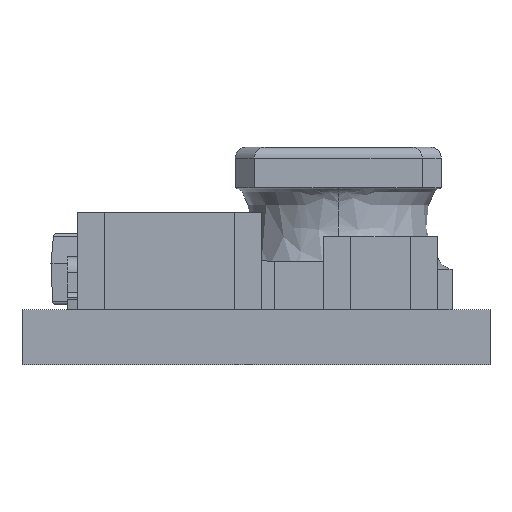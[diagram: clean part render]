
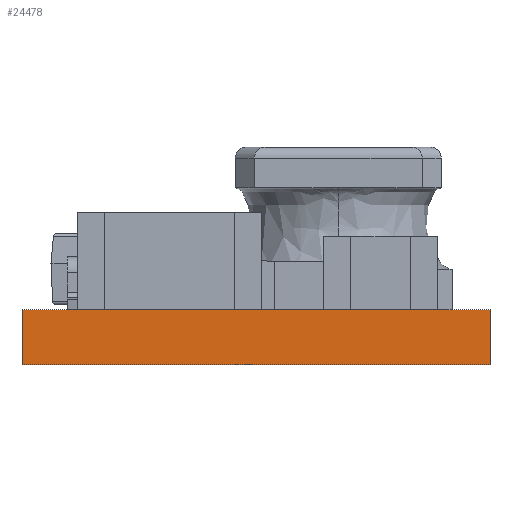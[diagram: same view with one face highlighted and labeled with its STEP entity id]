
A CAD part, front view. The second image highlights one B-rep face of the part: STEP entity #24478.
In plain terms, the highlighted planar face has unit normal (0, -1, 0).
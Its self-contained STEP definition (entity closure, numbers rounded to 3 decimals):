
#596 = VECTOR ( 'NONE', #30511, 1000. ) ;
#5201 = PLANE ( 'NONE',  #10359 ) ;
#5545 = FACE_OUTER_BOUND ( 'NONE', #11724, .T. ) ;
#5738 = DIRECTION ( 'NONE',  ( 0., 0., -1. ) ) ;
#6202 = DIRECTION ( 'NONE',  ( 1., 0., 0. ) ) ;
#7262 = EDGE_CURVE ( 'NONE', #10187, #29812, #11050, .T. ) ;
#8117 = LINE ( 'NONE', #30870, #596 ) ;
#9321 = CARTESIAN_POINT ( 'NONE',  ( 0., 0., 0. ) ) ;
#10187 = VERTEX_POINT ( 'NONE', #18859 ) ;
#10359 = AXIS2_PLACEMENT_3D ( 'NONE', #25000, #16355, #27591 ) ;
#11050 = LINE ( 'NONE', #22067, #11412 ) ;
#11193 = EDGE_CURVE ( 'NONE', #22111, #29812, #22164, .T. ) ;
#11412 = VECTOR ( 'NONE', #5738, 1000. ) ;
#11454 = ORIENTED_EDGE ( 'NONE', *, *, #27100, .T. ) ;
#11724 = EDGE_LOOP ( 'NONE', ( #21306, #28073, #22634, #11454 ) ) ;
#12836 = VECTOR ( 'NONE', #29750, 1000. ) ;
#13962 = CARTESIAN_POINT ( 'NONE',  ( 0., 0., 1.016 ) ) ;
#15373 = CARTESIAN_POINT ( 'NONE',  ( 0., 0., 1.016 ) ) ;
#16355 = DIRECTION ( 'NONE',  ( 0., 1., 0. ) ) ;
#18859 = CARTESIAN_POINT ( 'NONE',  ( 8.636, 0., 1.016 ) ) ;
#21306 = ORIENTED_EDGE ( 'NONE', *, *, #11193, .T. ) ;
#22067 = CARTESIAN_POINT ( 'NONE',  ( 8.636, 0., 1.016 ) ) ;
#22111 = VERTEX_POINT ( 'NONE', #36163 ) ;
#22164 = LINE ( 'NONE', #9321, #28567 ) ;
#22634 = ORIENTED_EDGE ( 'NONE', *, *, #33172, .F. ) ;
#24478 = ADVANCED_FACE ( 'NONE', ( #5545 ), #5201, .F. ) ;
#25000 = CARTESIAN_POINT ( 'NONE',  ( 0., 0., 1.016 ) ) ;
#26965 = LINE ( 'NONE', #15373, #12836 ) ;
#27100 = EDGE_CURVE ( 'NONE', #36232, #22111, #26965, .T. ) ;
#27591 = DIRECTION ( 'NONE',  ( 0., 0., 1. ) ) ;
#28073 = ORIENTED_EDGE ( 'NONE', *, *, #7262, .F. ) ;
#28567 = VECTOR ( 'NONE', #6202, 1000. ) ;
#29750 = DIRECTION ( 'NONE',  ( 0., 0., -1. ) ) ;
#29812 = VERTEX_POINT ( 'NONE', #29815 ) ;
#29815 = CARTESIAN_POINT ( 'NONE',  ( 8.636, 0., 0. ) ) ;
#30511 = DIRECTION ( 'NONE',  ( 1., 0., 0. ) ) ;
#30870 = CARTESIAN_POINT ( 'NONE',  ( 0., 0., 1.016 ) ) ;
#33172 = EDGE_CURVE ( 'NONE', #36232, #10187, #8117, .T. ) ;
#36163 = CARTESIAN_POINT ( 'NONE',  ( 0., 0., 0. ) ) ;
#36232 = VERTEX_POINT ( 'NONE', #13962 ) ;
